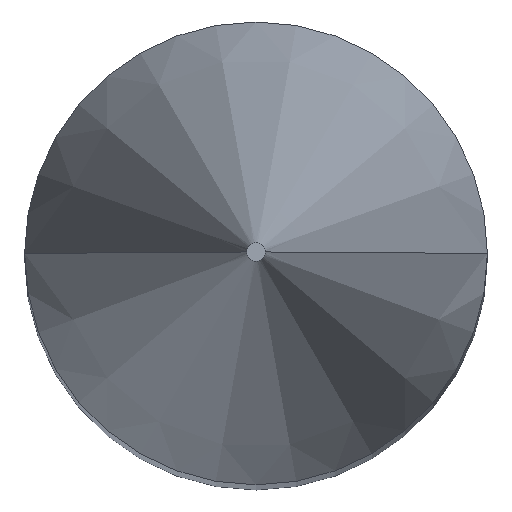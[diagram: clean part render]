
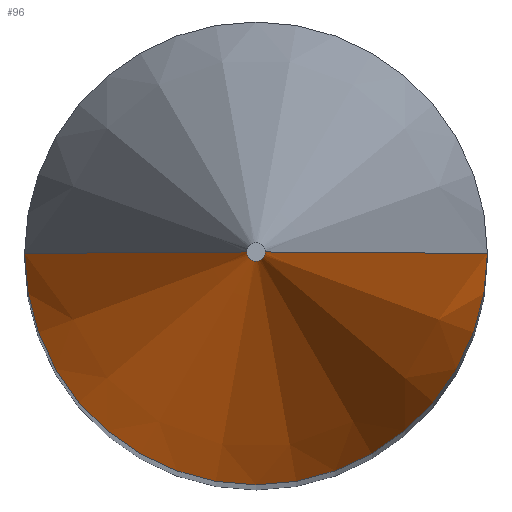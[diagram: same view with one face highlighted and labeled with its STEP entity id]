
A CAD part, top view. The second image highlights one B-rep face of the part: STEP entity #96.
In plain terms, the highlighted conical face has half-angle 15 degrees and reference radius 0.1 mm.
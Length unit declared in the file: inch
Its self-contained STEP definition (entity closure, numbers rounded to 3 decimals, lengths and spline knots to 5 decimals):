
#4 = EDGE_CURVE ( 'NONE', #25, #86, #117, .T. ) ;
#18 = CARTESIAN_POINT ( 'NONE',  ( -0.00394, 0., 1.9685 ) ) ;
#25 = VERTEX_POINT ( 'NONE', #154 ) ;
#40 = DIRECTION ( 'NONE',  ( 0., 0., -1. ) ) ;
#44 = CARTESIAN_POINT ( 'NONE',  ( 0., 0., 1.61587 ) ) ;
#49 = LINE ( 'NONE', #179, #195 ) ;
#51 = CARTESIAN_POINT ( 'NONE',  ( -0.00394, 0., 1.9685 ) ) ;
#53 = EDGE_CURVE ( 'NONE', #155, #248, #193, .T. ) ;
#55 = FACE_OUTER_BOUND ( 'NONE', #133, .T. ) ;
#56 = EDGE_CURVE ( 'NONE', #248, #86, #224, .T. ) ;
#61 = AXIS2_PLACEMENT_3D ( 'NONE', #132, #40, #172 ) ;
#63 = ORIENTED_EDGE ( 'NONE', *, *, #56, .T. ) ;
#69 = DIRECTION ( 'NONE',  ( -1., 0., 0. ) ) ;
#82 = VECTOR ( 'NONE', #130, 39.37008 ) ;
#86 = VERTEX_POINT ( 'NONE', #170 ) ;
#91 = ORIENTED_EDGE ( 'NONE', *, *, #4, .F. ) ;
#93 = DIRECTION ( 'NONE',  ( 0., 0., -1. ) ) ;
#96 = ADVANCED_FACE ( 'NONE', ( #55 ), #152, .T. ) ;
#117 = CIRCLE ( 'NONE', #145, 0.09843 ) ;
#119 = EDGE_CURVE ( 'NONE', #155, #25, #49, .T. ) ;
#121 = DIRECTION ( 'NONE',  ( -1., 0., 0. ) ) ;
#122 = CARTESIAN_POINT ( 'NONE',  ( 0.00394, 0., 1.9685 ) ) ;
#130 = DIRECTION ( 'NONE',  ( -0.259, 0., -0.966 ) ) ;
#132 = CARTESIAN_POINT ( 'NONE',  ( 0., 0., 1.9685 ) ) ;
#133 = EDGE_LOOP ( 'NONE', ( #239, #63, #91, #176 ) ) ;
#145 = AXIS2_PLACEMENT_3D ( 'NONE', #44, #160, #121 ) ;
#146 = CARTESIAN_POINT ( 'NONE',  ( 0., 0., 1.9685 ) ) ;
#152 = CONICAL_SURFACE ( 'NONE', #61, 0.00394, 0.262 ) ;
#154 = CARTESIAN_POINT ( 'NONE',  ( 0.09843, 0., 1.61587 ) ) ;
#155 = VERTEX_POINT ( 'NONE', #122 ) ;
#160 = DIRECTION ( 'NONE',  ( 0., 0., -1. ) ) ;
#170 = CARTESIAN_POINT ( 'NONE',  ( -0.09843, 0., 1.61587 ) ) ;
#172 = DIRECTION ( 'NONE',  ( 1., 0., 0. ) ) ;
#176 = ORIENTED_EDGE ( 'NONE', *, *, #119, .F. ) ;
#179 = CARTESIAN_POINT ( 'NONE',  ( 0.00394, 0., 1.9685 ) ) ;
#193 = CIRCLE ( 'NONE', #226, 0.00394 ) ;
#195 = VECTOR ( 'NONE', #198, 39.37008 ) ;
#198 = DIRECTION ( 'NONE',  ( 0.259, 0., -0.966 ) ) ;
#224 = LINE ( 'NONE', #51, #82 ) ;
#226 = AXIS2_PLACEMENT_3D ( 'NONE', #146, #93, #69 ) ;
#239 = ORIENTED_EDGE ( 'NONE', *, *, #53, .T. ) ;
#248 = VERTEX_POINT ( 'NONE', #18 ) ;
